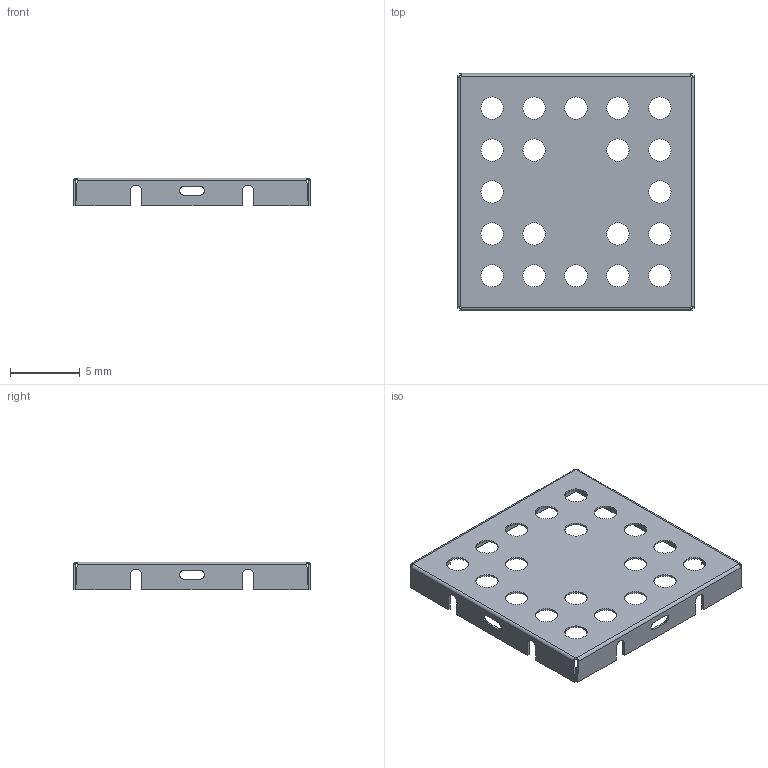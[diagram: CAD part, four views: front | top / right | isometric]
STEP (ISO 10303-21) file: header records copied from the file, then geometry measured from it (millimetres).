
FILE_DESCRIPTION(/* description */ (''),/* implementation_level */ '2;1');
FILE_NAME(/* name */ 'MSBOX_LAIRD_BMI-S-202-C.stp',/* time_stamp */ '2017-06-15T14:15:05+02:00',/* author */ ('jchouvet'),/* organization */ ('SolidWorks'),/* preprocessor_version */ 'ST-DEVELOPER v16.1',/* originating_system */ 'AutoCAD Mechanical',/* authorisation */ '');
FILE_SCHEMA (('AUTOMOTIVE_DESIGN { 1 0 10303 214 3 1 1 }'));
Length unit declared in the file: millimetre
Products named in the file (1): Product
Bounding box: 16.96 x 16.96 x 2 mm (x, y, z)
Volume: 45.9 mm3; surface area: 738.1 mm2
Topology: 1 solids, 1 shells, 130 faces, 360 edges, 232 vertices
Faces by surface type: plane 62, cylinder 52, bspline 16
Full cylindrical faces by diameter (mm): 1.6 x20
Entity records: 4652 total; most frequent: CARTESIAN_POINT 1271, ORIENTED_EDGE 680, DIRECTION 658, EDGE_CURVE 340, VERTEX_POINT 232, LINE 220, VECTOR 220, AXIS2_PLACEMENT_3D 219
